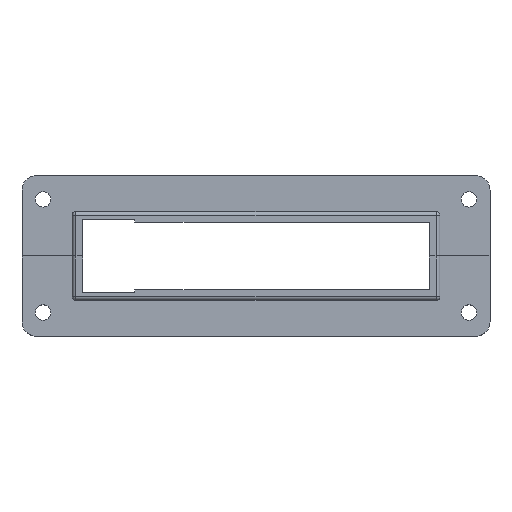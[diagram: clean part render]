
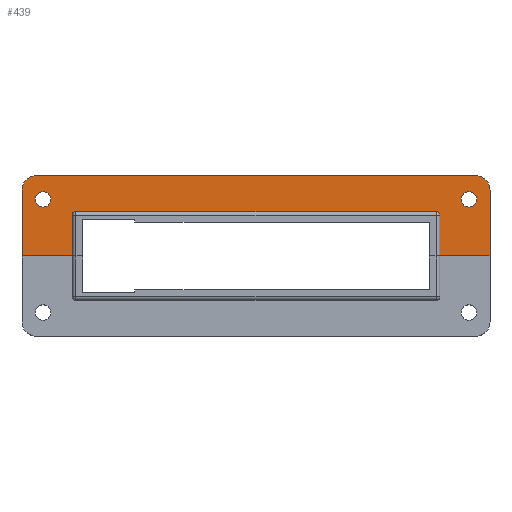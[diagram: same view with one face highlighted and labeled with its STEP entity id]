
A CAD part, top view. The second image highlights one B-rep face of the part: STEP entity #439.
In plain terms, the highlighted planar face has unit normal (0, 0, 1).
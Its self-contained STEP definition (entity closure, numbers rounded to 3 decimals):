
#107=(
BOUNDED_CURVE()
B_SPLINE_CURVE(3,(#5455,#5456,#5457,#5458),.UNSPECIFIED.,.F.,.F.)
B_SPLINE_CURVE_WITH_KNOTS((4,4),(0.,1.),.UNSPECIFIED.)
CURVE()
GEOMETRIC_REPRESENTATION_ITEM()
RATIONAL_B_SPLINE_CURVE((1.,0.805,0.805,1.))
REPRESENTATION_ITEM('')
);
#108=(
BOUNDED_CURVE()
B_SPLINE_CURVE(3,(#5468,#5469,#5470,#5471),.UNSPECIFIED.,.F.,.F.)
B_SPLINE_CURVE_WITH_KNOTS((4,4),(0.,1.),.UNSPECIFIED.)
CURVE()
GEOMETRIC_REPRESENTATION_ITEM()
RATIONAL_B_SPLINE_CURVE((1.,0.805,0.805,1.))
REPRESENTATION_ITEM('')
);
#439=ADVANCED_FACE('',(#1533,#1534,#1535),#621,.T.);
#621=PLANE('',#3873);
#716=LINE('',#5060,#1117);
#858=LINE('',#5407,#1259);
#871=LINE('',#5464,#1272);
#873=LINE('',#5479,#1274);
#881=LINE('',#5497,#1282);
#884=LINE('',#5507,#1285);
#885=LINE('',#5508,#1286);
#886=LINE('',#5509,#1287);
#1117=VECTOR('',#4059,1.);
#1259=VECTOR('',#4367,1.);
#1272=VECTOR('',#4414,1.);
#1274=VECTOR('',#4432,1.);
#1282=VECTOR('',#4448,1.);
#1285=VECTOR('',#4463,1.);
#1286=VECTOR('',#4464,1.);
#1287=VECTOR('',#4465,1.);
#1533=FACE_BOUND('',#1671,.T.);
#1534=FACE_BOUND('',#1672,.T.);
#1535=FACE_BOUND('',#1673,.T.);
#1671=EDGE_LOOP('',(#2198,#2199,#2200,#2201,#2202,#2203,#2204,#2205,#2206,
#2207,#2208,#2209));
#1672=EDGE_LOOP('',(#2210,#2211));
#1673=EDGE_LOOP('',(#2212,#2213));
#2198=ORIENTED_EDGE('',*,*,#3163,.T.);
#2199=ORIENTED_EDGE('',*,*,#3374,.F.);
#2200=ORIENTED_EDGE('',*,*,#3332,.T.);
#2201=ORIENTED_EDGE('',*,*,#3329,.T.);
#2202=ORIENTED_EDGE('',*,*,#3326,.T.);
#2203=ORIENTED_EDGE('',*,*,#3369,.T.);
#2204=ORIENTED_EDGE('',*,*,#3375,.T.);
#2205=ORIENTED_EDGE('',*,*,#3360,.T.);
#2206=ORIENTED_EDGE('',*,*,#3350,.T.);
#2207=ORIENTED_EDGE('',*,*,#3353,.T.);
#2208=ORIENTED_EDGE('',*,*,#3355,.T.);
#2209=ORIENTED_EDGE('',*,*,#3376,.T.);
#2210=ORIENTED_EDGE('',*,*,#3358,.T.);
#2211=ORIENTED_EDGE('',*,*,#3194,.T.);
#2212=ORIENTED_EDGE('',*,*,#3356,.T.);
#2213=ORIENTED_EDGE('',*,*,#3198,.T.);
#2835=VERTEX_POINT('',#5059);
#2836=VERTEX_POINT('',#5061);
#2864=VERTEX_POINT('',#5125);
#2865=VERTEX_POINT('',#5126);
#2868=VERTEX_POINT('',#5134);
#2869=VERTEX_POINT('',#5135);
#2955=VERTEX_POINT('',#5400);
#2956=VERTEX_POINT('',#5402);
#2958=VERTEX_POINT('',#5408);
#2960=VERTEX_POINT('',#5414);
#2970=VERTEX_POINT('',#5454);
#2971=VERTEX_POINT('',#5459);
#2972=VERTEX_POINT('',#5463);
#2973=VERTEX_POINT('',#5467);
#2974=VERTEX_POINT('',#5480);
#2979=VERTEX_POINT('',#5496);
#3163=EDGE_CURVE('',#2836,#2835,#716,.T.);
#3194=EDGE_CURVE('',#2864,#2865,#3668,.T.);
#3198=EDGE_CURVE('',#2868,#2869,#3670,.T.);
#3326=EDGE_CURVE('',#2956,#2955,#3685,.T.);
#3329=EDGE_CURVE('',#2958,#2956,#858,.T.);
#3332=EDGE_CURVE('',#2960,#2958,#3687,.T.);
#3350=EDGE_CURVE('',#2971,#2970,#107,.T.);
#3353=EDGE_CURVE('',#2970,#2972,#871,.T.);
#3355=EDGE_CURVE('',#2972,#2973,#108,.T.);
#3356=EDGE_CURVE('',#2869,#2868,#3694,.T.);
#3358=EDGE_CURVE('',#2865,#2864,#3696,.T.);
#3360=EDGE_CURVE('',#2974,#2971,#873,.T.);
#3369=EDGE_CURVE('',#2955,#2979,#881,.T.);
#3374=EDGE_CURVE('',#2960,#2835,#884,.T.);
#3375=EDGE_CURVE('',#2979,#2974,#885,.T.);
#3376=EDGE_CURVE('',#2973,#2836,#886,.T.);
#3668=CIRCLE('',#3766,4.25);
#3670=CIRCLE('',#3769,4.25);
#3685=CIRCLE('',#3836,8.);
#3687=CIRCLE('',#3840,8.);
#3694=CIRCLE('',#3857,4.25);
#3696=CIRCLE('',#3860,4.25);
#3766=AXIS2_PLACEMENT_3D('',#5124,#4106,#4107);
#3769=AXIS2_PLACEMENT_3D('',#5133,#4114,#4115);
#3836=AXIS2_PLACEMENT_3D('',#5401,#4361,#4362);
#3840=AXIS2_PLACEMENT_3D('',#5413,#4373,#4374);
#3857=AXIS2_PLACEMENT_3D('',#5473,#4420,#4421);
#3860=AXIS2_PLACEMENT_3D('',#5476,#4426,#4427);
#3873=AXIS2_PLACEMENT_3D('',#5510,#4466,#4467);
#4059=DIRECTION('',(1.,0.,0.));
#4106=DIRECTION('',(0.,0.,-1.));
#4107=DIRECTION('',(-1.,0.,0.));
#4114=DIRECTION('',(0.,0.,-1.));
#4115=DIRECTION('',(-1.,0.,0.));
#4361=DIRECTION('',(0.,0.,1.));
#4362=DIRECTION('',(-1.,0.,0.));
#4367=DIRECTION('',(-1.,0.,0.));
#4373=DIRECTION('',(0.,0.,1.));
#4374=DIRECTION('',(-1.,0.,0.));
#4414=DIRECTION('',(1.,0.,0.));
#4420=DIRECTION('',(0.,0.,-1.));
#4421=DIRECTION('',(-1.,0.,0.));
#4426=DIRECTION('',(0.,0.,-1.));
#4427=DIRECTION('',(-1.,0.,0.));
#4432=DIRECTION('',(0.,1.,0.));
#4448=DIRECTION('',(0.,-1.,0.));
#4463=DIRECTION('',(0.,-1.,0.));
#4464=DIRECTION('',(1.,0.,0.));
#4465=DIRECTION('',(0.,-1.,0.));
#4466=DIRECTION('',(0.,0.,1.));
#4467=DIRECTION('',(-1.,0.,0.));
#5059=CARTESIAN_POINT('',(118.,-23.,23.));
#5060=CARTESIAN_POINT('',(40.,-23.,23.));
#5061=CARTESIAN_POINT('',(90.587,-23.,23.));
#5124=CARTESIAN_POINT('',(-126.5,8.,23.));
#5125=CARTESIAN_POINT('',(-122.25,8.,23.));
#5126=CARTESIAN_POINT('',(-130.75,8.,23.));
#5133=CARTESIAN_POINT('',(106.5,8.,23.));
#5134=CARTESIAN_POINT('',(110.75,8.,23.));
#5135=CARTESIAN_POINT('',(102.25,8.,23.));
#5400=CARTESIAN_POINT('',(-138.,13.,23.));
#5401=CARTESIAN_POINT('',(-130.,13.,23.));
#5402=CARTESIAN_POINT('',(-130.,21.,23.));
#5407=CARTESIAN_POINT('',(70.238,21.,23.));
#5408=CARTESIAN_POINT('',(110.,21.,23.));
#5413=CARTESIAN_POINT('',(110.,13.,23.));
#5414=CARTESIAN_POINT('',(118.,13.,23.));
#5454=CARTESIAN_POINT('',(-108.587,1.337,23.));
#5455=CARTESIAN_POINT('',(-110.587,-0.663,23.));
#5456=CARTESIAN_POINT('',(-110.587,0.509,23.));
#5457=CARTESIAN_POINT('',(-109.759,1.337,23.));
#5458=CARTESIAN_POINT('',(-108.587,1.337,23.));
#5459=CARTESIAN_POINT('',(-110.587,-0.663,23.));
#5463=CARTESIAN_POINT('',(88.587,1.337,23.));
#5464=CARTESIAN_POINT('',(70.238,1.337,23.));
#5467=CARTESIAN_POINT('',(90.587,-0.663,23.));
#5468=CARTESIAN_POINT('',(88.587,1.337,23.));
#5469=CARTESIAN_POINT('',(89.759,1.337,23.));
#5470=CARTESIAN_POINT('',(90.587,0.509,23.));
#5471=CARTESIAN_POINT('',(90.587,-0.663,23.));
#5473=CARTESIAN_POINT('',(106.5,8.,23.));
#5476=CARTESIAN_POINT('',(-126.5,8.,23.));
#5479=CARTESIAN_POINT('',(-110.587,8.014,23.));
#5480=CARTESIAN_POINT('',(-110.587,-23.,23.));
#5496=CARTESIAN_POINT('',(-138.,-23.,23.));
#5497=CARTESIAN_POINT('',(-138.,8.014,23.));
#5507=CARTESIAN_POINT('',(118.,21.,23.));
#5508=CARTESIAN_POINT('',(0.,-23.,23.));
#5509=CARTESIAN_POINT('',(90.587,8.014,23.));
#5510=CARTESIAN_POINT('',(70.238,8.014,23.));
